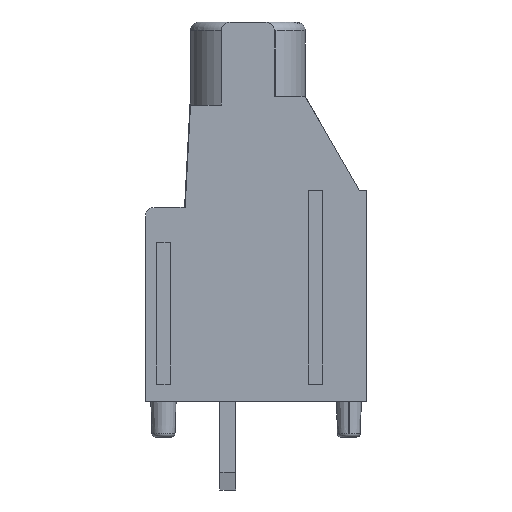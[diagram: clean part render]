
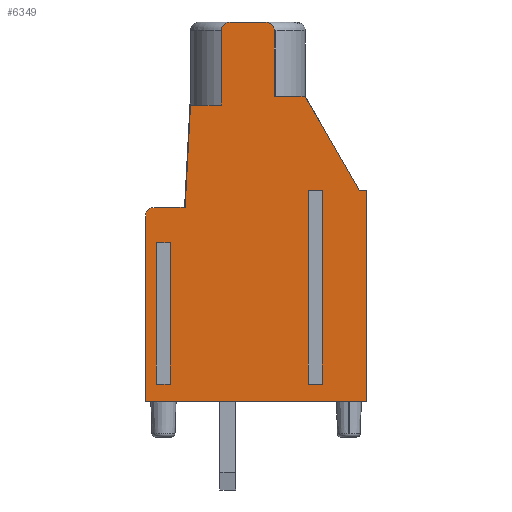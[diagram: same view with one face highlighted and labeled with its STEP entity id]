
A CAD part, left-side view. The second image highlights one B-rep face of the part: STEP entity #6349.
In plain terms, the highlighted planar face has unit normal (-1, 0, 0).
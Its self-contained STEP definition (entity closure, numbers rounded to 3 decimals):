
#6349=ADVANCED_FACE('',(#16218,#16219,#16220),#16221,.F.);
#6499=VERTEX_POINT('',#16448);
#6503=EDGE_CURVE('',#6499,#16452,#16453,.T.);
#6505=VERTEX_POINT('',#16455);
#6507=EDGE_CURVE('',#16457,#6505,#16458,.T.);
#6519=VERTEX_POINT('',#16472);
#6523=EDGE_CURVE('',#16476,#6519,#16477,.T.);
#12611=VERTEX_POINT('',#22611);
#12615=VERTEX_POINT('',#22615);
#12617=EDGE_CURVE('',#12615,#12611,#22617,.T.);
#13101=VERTEX_POINT('',#23101);
#13103=VERTEX_POINT('',#23103);
#13105=EDGE_CURVE('',#13101,#13103,#23105,.T.);
#13123=VERTEX_POINT('',#23123);
#13127=VERTEX_POINT('',#23127);
#13129=EDGE_CURVE('',#13123,#13127,#23129,.T.);
#13213=EDGE_CURVE('',#13127,#13101,#23213,.T.);
#13229=EDGE_CURVE('',#13123,#13103,#23229,.T.);
#13235=VERTEX_POINT('',#23235);
#13237=VERTEX_POINT('',#23237);
#13239=EDGE_CURVE('',#13235,#13237,#23239,.T.);
#13241=VERTEX_POINT('',#23241);
#13243=EDGE_CURVE('',#13241,#13237,#23243,.T.);
#13245=VERTEX_POINT('',#23245);
#13247=EDGE_CURVE('',#13241,#13245,#23247,.T.);
#13249=VERTEX_POINT('',#23249);
#13251=EDGE_CURVE('',#13249,#13245,#23251,.T.);
#13253=VERTEX_POINT('',#23253);
#13255=EDGE_CURVE('',#13249,#13253,#23255,.T.);
#13257=VERTEX_POINT('',#23257);
#13259=EDGE_CURVE('',#13257,#13253,#23259,.T.);
#13261=EDGE_CURVE('',#13257,#16476,#23261,.T.);
#13263=EDGE_CURVE('',#6505,#6519,#23263,.T.);
#13265=VERTEX_POINT('',#23265);
#13267=EDGE_CURVE('',#13265,#16457,#23267,.T.);
#13269=VERTEX_POINT('',#23269);
#13271=EDGE_CURVE('',#13269,#13265,#23271,.T.);
#13273=EDGE_CURVE('',#12615,#13269,#23273,.T.);
#13275=VERTEX_POINT('',#23275);
#13277=EDGE_CURVE('',#12611,#13275,#23277,.T.);
#13279=EDGE_CURVE('',#16452,#13275,#23279,.T.);
#13281=EDGE_CURVE('',#6499,#13235,#23281,.T.);
#13283=VERTEX_POINT('',#23283);
#13285=VERTEX_POINT('',#23285);
#13287=EDGE_CURVE('',#13283,#13285,#23287,.T.);
#13289=VERTEX_POINT('',#23289);
#13291=EDGE_CURVE('',#13289,#13283,#23291,.T.);
#13293=VERTEX_POINT('',#23293);
#13295=EDGE_CURVE('',#13289,#13293,#23295,.T.);
#13297=EDGE_CURVE('',#13285,#13293,#23297,.T.);
#16218=FACE_OUTER_BOUND('',#27005,.T.);
#16219=FACE_BOUND('',#27006,.T.);
#16220=FACE_BOUND('',#27007,.T.);
#16221=PLANE('',#27008);
#16448=CARTESIAN_POINT('',(0.,12.52,10.5));
#16452=VERTEX_POINT('',#27256);
#16453=CIRCLE('',#27257,0.5);
#16455=CARTESIAN_POINT('',(0.,7.72,21.5));
#16457=VERTEX_POINT('',#27262);
#16458=CIRCLE('',#27263,0.5);
#16472=CARTESIAN_POINT('',(0.,5.72,21.5));
#16476=VERTEX_POINT('',#27414);
#16477=CIRCLE('',#27415,0.5);
#22611=CARTESIAN_POINT('',(0.,10.274,11.0));
#22615=CARTESIAN_POINT('',(0.,9.97,16.8));
#22617=LINE('',#38477,#38478);
#23101=CARTESIAN_POINT('',(0.,11.707,9.0));
#23103=CARTESIAN_POINT('',(0.,11.707,1.0));
#23105=LINE('',#39506,#39507);
#23123=CARTESIAN_POINT('',(0.,11.293,1.0));
#23127=CARTESIAN_POINT('',(0.,11.293,9.0));
#23129=LINE('',#39542,#39543);
#23213=LINE('',#39674,#39675);
#23229=LINE('',#39702,#39703);
#23235=CARTESIAN_POINT('',(0.,12.52,0.));
#23237=CARTESIAN_POINT('',(0.,0.0,0.));
#23239=LINE('',#39718,#39719);
#23241=CARTESIAN_POINT('',(0.,0.,11.95));
#23243=LINE('',#39724,#39725);
#23245=CARTESIAN_POINT('',(0.,0.4,11.95));
#23247=LINE('',#39730,#39731);
#23249=CARTESIAN_POINT('',(0.,3.48,17.285));
#23251=LINE('',#39736,#39737);
#23253=CARTESIAN_POINT('',(0.,5.22,17.285));
#23255=LINE('',#39742,#39743);
#23257=CARTESIAN_POINT('',(0.,5.22,21.0));
#23259=LINE('',#39748,#39749);
#23261=CIRCLE('',#39752,0.5);
#23263=LINE('',#39755,#39756);
#23265=CARTESIAN_POINT('',(0.,8.22,21.0));
#23267=CIRCLE('',#39761,0.5);
#23269=CARTESIAN_POINT('',(0.,8.22,16.8));
#23271=LINE('',#39766,#39767);
#23273=LINE('',#39770,#39771);
#23275=CARTESIAN_POINT('',(0.,12.02,11.0));
#23277=LINE('',#39776,#39777);
#23279=CIRCLE('',#39780,0.5);
#23281=LINE('',#39783,#39784);
#23283=CARTESIAN_POINT('',(0.,2.693,11.95));
#23285=CARTESIAN_POINT('',(0.,3.107,11.95));
#23287=LINE('',#39791,#39792);
#23289=CARTESIAN_POINT('',(0.,2.693,1.0));
#23291=LINE('',#39797,#39798);
#23293=CARTESIAN_POINT('',(0.,3.107,1.0));
#23295=LINE('',#39803,#39804);
#23297=LINE('',#39807,#39808);
#27005=EDGE_LOOP('',(#48332,#48333,#48334,#48335,#48336,#48337,#48338,#48339,#48340,#48341,#48342,#48343,#48344,#48345,#48346,#48347,#48348,#48349));
#27006=EDGE_LOOP('',(#48350,#48351,#48352,#48353));
#27007=EDGE_LOOP('',(#48354,#48355,#48356,#48357));
#27008=AXIS2_PLACEMENT_3D('',#48358,#48359,#48360);
#27256=CARTESIAN_POINT('',(0.,12.026,11.));
#27257=AXIS2_PLACEMENT_3D('',#48975,#48976,#48977);
#27262=CARTESIAN_POINT('',(0.,8.22,21.003));
#27263=AXIS2_PLACEMENT_3D('',#48978,#48979,#48980);
#27414=CARTESIAN_POINT('',(0.,5.22,21.003));
#27415=AXIS2_PLACEMENT_3D('',#48983,#48984,#48985);
#38477=CARTESIAN_POINT('',(0.,9.97,16.8));
#38478=VECTOR('',#50863,1.0);
#39506=CARTESIAN_POINT('',(0.,11.707,9.0));
#39507=VECTOR('',#51043,1.0);
#39542=CARTESIAN_POINT('',(0.,11.293,1.0));
#39543=VECTOR('',#51049,1.0);
#39674=CARTESIAN_POINT('',(0.,11.293,9.0));
#39675=VECTOR('',#51073,1.0);
#39702=CARTESIAN_POINT('',(0.,11.293,1.0));
#39703=VECTOR('',#51079,1.0);
#39718=CARTESIAN_POINT('',(0.,12.52,0.));
#39719=VECTOR('',#51082,1.0);
#39724=CARTESIAN_POINT('',(0.,0.,11.95));
#39725=VECTOR('',#51083,1.0);
#39730=CARTESIAN_POINT('',(0.,0.,11.95));
#39731=VECTOR('',#51084,1.0);
#39736=CARTESIAN_POINT('',(0.,3.48,17.285));
#39737=VECTOR('',#51085,1.0);
#39742=CARTESIAN_POINT('',(0.,3.48,17.285));
#39743=VECTOR('',#51086,1.0);
#39748=CARTESIAN_POINT('',(0.,5.22,21.0));
#39749=VECTOR('',#51087,1.0);
#39752=AXIS2_PLACEMENT_3D('',#51088,#51089,#51090);
#39755=CARTESIAN_POINT('',(0.,7.72,21.5));
#39756=VECTOR('',#51091,1.0);
#39761=AXIS2_PLACEMENT_3D('',#51092,#51093,#51094);
#39766=CARTESIAN_POINT('',(0.,8.22,16.8));
#39767=VECTOR('',#51095,1.0);
#39770=CARTESIAN_POINT('',(0.,9.97,16.8));
#39771=VECTOR('',#51096,1.0);
#39776=CARTESIAN_POINT('',(0.,10.274,11.0));
#39777=VECTOR('',#51097,1.0);
#39780=AXIS2_PLACEMENT_3D('',#51098,#51099,#51100);
#39783=CARTESIAN_POINT('',(0.,12.52,10.5));
#39784=VECTOR('',#51101,1.0);
#39791=CARTESIAN_POINT('',(0.,2.693,11.95));
#39792=VECTOR('',#51102,1.0);
#39797=CARTESIAN_POINT('',(0.,2.693,1.0));
#39798=VECTOR('',#51103,1.0);
#39803=CARTESIAN_POINT('',(0.,2.693,1.0));
#39804=VECTOR('',#51104,1.0);
#39807=CARTESIAN_POINT('',(0.,3.107,11.95));
#39808=VECTOR('',#51105,1.0);
#48332=ORIENTED_EDGE('',*,*,#13239,.T.);
#48333=ORIENTED_EDGE('',*,*,#13243,.F.);
#48334=ORIENTED_EDGE('',*,*,#13247,.T.);
#48335=ORIENTED_EDGE('',*,*,#13251,.F.);
#48336=ORIENTED_EDGE('',*,*,#13255,.T.);
#48337=ORIENTED_EDGE('',*,*,#13259,.F.);
#48338=ORIENTED_EDGE('',*,*,#13261,.T.);
#48339=ORIENTED_EDGE('',*,*,#6523,.T.);
#48340=ORIENTED_EDGE('',*,*,#13263,.F.);
#48341=ORIENTED_EDGE('',*,*,#6507,.F.);
#48342=ORIENTED_EDGE('',*,*,#13267,.F.);
#48343=ORIENTED_EDGE('',*,*,#13271,.F.);
#48344=ORIENTED_EDGE('',*,*,#13273,.F.);
#48345=ORIENTED_EDGE('',*,*,#12617,.T.);
#48346=ORIENTED_EDGE('',*,*,#13277,.T.);
#48347=ORIENTED_EDGE('',*,*,#13279,.F.);
#48348=ORIENTED_EDGE('',*,*,#6503,.F.);
#48349=ORIENTED_EDGE('',*,*,#13281,.T.);
#48350=ORIENTED_EDGE('',*,*,#13129,.F.);
#48351=ORIENTED_EDGE('',*,*,#13229,.T.);
#48352=ORIENTED_EDGE('',*,*,#13105,.F.);
#48353=ORIENTED_EDGE('',*,*,#13213,.F.);
#48354=ORIENTED_EDGE('',*,*,#13287,.F.);
#48355=ORIENTED_EDGE('',*,*,#13291,.F.);
#48356=ORIENTED_EDGE('',*,*,#13295,.T.);
#48357=ORIENTED_EDGE('',*,*,#13297,.F.);
#48358=CARTESIAN_POINT('',(0.,-0.313,-0.538));
#48359=DIRECTION('',(1.0,0.0,0.));
#48360=DIRECTION('',(0.,0.0,-1.0));
#48975=CARTESIAN_POINT('',(0.,12.02,10.5));
#48976=DIRECTION('',(1.0,0.0,0.));
#48977=DIRECTION('',(0.0,1.0,0.0));
#48978=CARTESIAN_POINT('',(0.,7.72,21.0));
#48979=DIRECTION('',(1.0,0.,0.));
#48980=DIRECTION('',(0.,1.0,0.0));
#48983=CARTESIAN_POINT('',(0.,5.72,21.0));
#48984=DIRECTION('',(-1.0,0.0,0.));
#48985=DIRECTION('',(0.0,-1.0,0.0));
#50863=DIRECTION('',(0.,0.052,-0.999));
#51043=DIRECTION('',(0.,0.,-1.0));
#51049=DIRECTION('',(0.,0.,1.0));
#51073=DIRECTION('',(0.,1.0,0.));
#51079=DIRECTION('',(0.,1.0,0.));
#51082=DIRECTION('',(0.,-1.0,0.));
#51083=DIRECTION('',(0.,0.,-1.0));
#51084=DIRECTION('',(0.,1.0,0.));
#51085=DIRECTION('',(0.,-0.5,-0.866));
#51086=DIRECTION('',(0.,1.0,0.));
#51087=DIRECTION('',(0.,0.,-1.0));
#51088=CARTESIAN_POINT('',(0.,5.72,21.0));
#51089=DIRECTION('',(-1.0,0.0,0.));
#51090=DIRECTION('',(0.0,-1.0,0.0));
#51091=DIRECTION('',(0.0,-1.0,0.));
#51092=CARTESIAN_POINT('',(0.,7.72,21.0));
#51093=DIRECTION('',(1.0,0.,0.));
#51094=DIRECTION('',(0.,1.0,0.0));
#51095=DIRECTION('',(0.,0.,1.0));
#51096=DIRECTION('',(0.0,-1.0,0.));
#51097=DIRECTION('',(0.,1.0,0.));
#51098=CARTESIAN_POINT('',(0.,12.02,10.5));
#51099=DIRECTION('',(1.0,0.0,0.));
#51100=DIRECTION('',(0.0,1.0,0.0));
#51101=DIRECTION('',(0.,0.,-1.0));
#51102=DIRECTION('',(0.,1.0,0.));
#51103=DIRECTION('',(0.,0.,1.0));
#51104=DIRECTION('',(0.,1.0,0.));
#51105=DIRECTION('',(0.,0.,-1.0));
